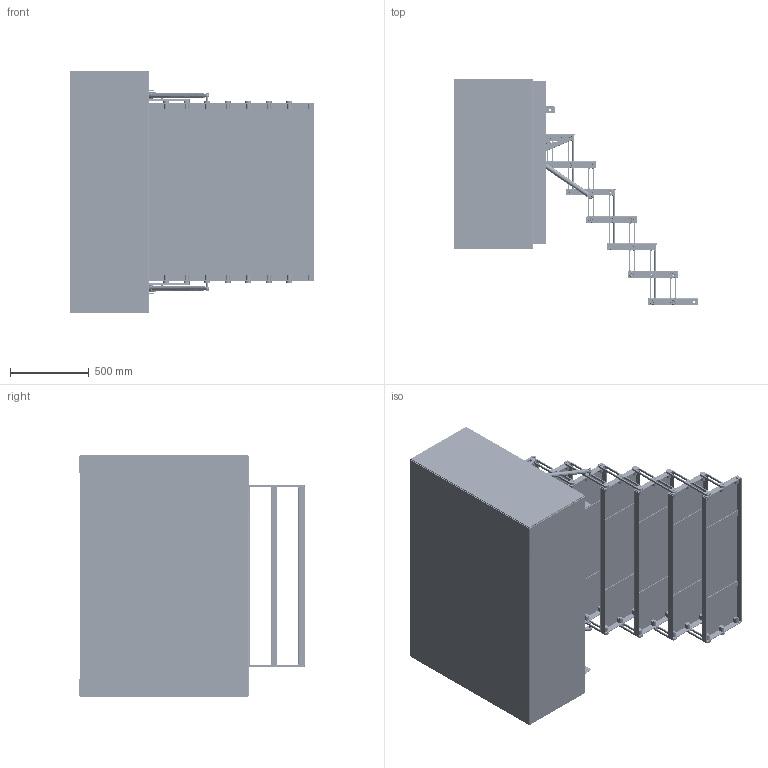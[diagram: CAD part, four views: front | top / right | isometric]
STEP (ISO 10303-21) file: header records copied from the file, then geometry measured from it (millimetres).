
FILE_DESCRIPTION(('FreeCAD Model'),'2;1');
FILE_NAME('Open CASCADE Shape Model','2025-05-01T19:12:44',('FreeCAD'),( 'FreeCAD'),'Open CASCADE STEP processor 7.6','FreeCAD','Unknown');
FILE_SCHEMA(('AUTOMOTIVE_DESIGN { 1 0 10303 214 1 1 1 1 }'));
Products named in the file (1): Open CASCADE STEP translator 7.6 1
Bounding box: 1554.37 x 1432.12 x 1539.01 mm (x, y, z)
Volume: 52152218.8 mm3; surface area: 20763349.9 mm2
Topology: 378 solids, 378 shells, 9892 faces, 22128 edges, 12618 vertices
Faces by surface type: bspline 9892
Entity records: 287690 total; most frequent: CARTESIAN_POINT 161003, ORIENTED_EDGE 42700, EDGE_CURVE 21350, B_SPLINE_CURVE_WITH_KNOTS 12790, VERTEX_POINT 12618, FACE_BOUND 11162, EDGE_LOOP 11162, ADVANCED_FACE 9892
